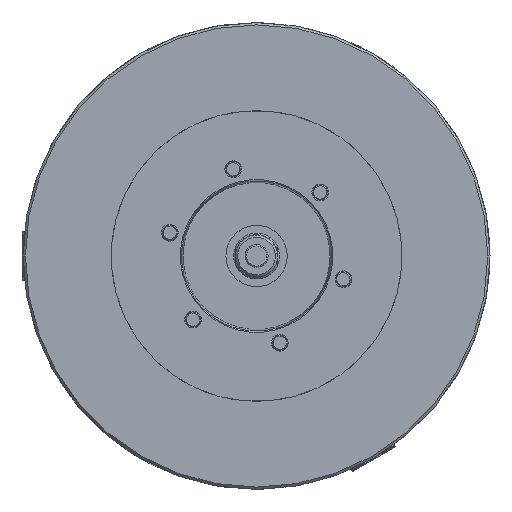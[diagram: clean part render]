
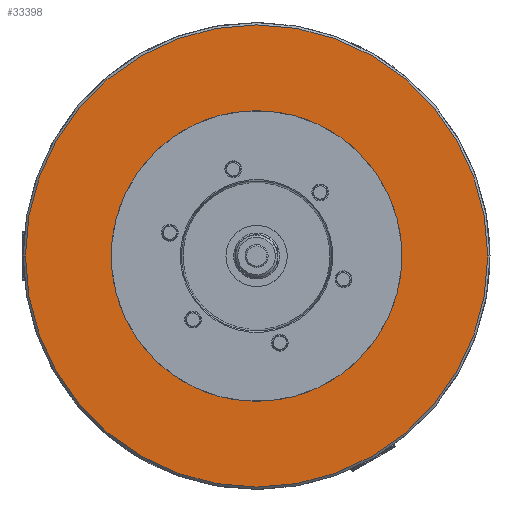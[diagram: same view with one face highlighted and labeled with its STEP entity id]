
A CAD part, left-side view. The second image highlights one B-rep face of the part: STEP entity #33398.
In plain terms, the highlighted planar face has unit normal (-1, 0, 0).
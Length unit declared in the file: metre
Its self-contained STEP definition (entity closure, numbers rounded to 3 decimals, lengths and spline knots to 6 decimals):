
#2479 = CARTESIAN_POINT ( 'NONE',  ( -0.127, 0., 0. ) ) ;
#4161 = CARTESIAN_POINT ( 'NONE',  ( -0.127, 0., 0. ) ) ;
#5175 = CARTESIAN_POINT ( 'NONE',  ( -0.127, 0.302, 0. ) ) ;
#7122 = FACE_BOUND ( 'NONE', #9602, .T. ) ;
#7897 = CIRCLE ( 'NONE', #29873, 0.302 ) ;
#9491 = CARTESIAN_POINT ( 'NONE',  ( -0.127, 0., 0. ) ) ;
#9602 = EDGE_LOOP ( 'NONE', ( #49855, #45709 ) ) ;
#12675 = DIRECTION ( 'NONE',  ( 0., 1., 0. ) ) ;
#15903 = CARTESIAN_POINT ( 'NONE',  ( -0.127, 0.19, 0. ) ) ;
#18655 = VERTEX_POINT ( 'NONE', #29207 ) ;
#19562 = DIRECTION ( 'NONE',  ( 0., -1., 0. ) ) ;
#19778 = EDGE_CURVE ( 'NONE', #18655, #21820, #39374, .T. ) ;
#19904 = CARTESIAN_POINT ( 'NONE',  ( -0.127, 0.19, 0. ) ) ;
#19944 = PLANE ( 'NONE',  #45834 ) ;
#21189 = DIRECTION ( 'NONE',  ( 1., 0., 0. ) ) ;
#21820 = VERTEX_POINT ( 'NONE', #19904 ) ;
#21925 = DIRECTION ( 'NONE',  ( 0., 1., 0. ) ) ;
#22607 = VERTEX_POINT ( 'NONE', #5175 ) ;
#26487 = DIRECTION ( 'NONE',  ( 1., 0., 0. ) ) ;
#27034 = AXIS2_PLACEMENT_3D ( 'NONE', #2479, #27947, #28138 ) ;
#27947 = DIRECTION ( 'NONE',  ( 1., 0., 0. ) ) ;
#28138 = DIRECTION ( 'NONE',  ( 0., 1., 0. ) ) ;
#28688 = EDGE_CURVE ( 'NONE', #21820, #18655, #47060, .T. ) ;
#29207 = CARTESIAN_POINT ( 'NONE',  ( -0.127, -0.19, 0. ) ) ;
#29873 = AXIS2_PLACEMENT_3D ( 'NONE', #9491, #26487, #21925 ) ;
#30051 = CIRCLE ( 'NONE', #36435, 0.302 ) ;
#30550 = EDGE_LOOP ( 'NONE', ( #49963, #35480 ) ) ;
#30641 = CARTESIAN_POINT ( 'NONE',  ( -0.127, -0.302, 0. ) ) ;
#30866 = VERTEX_POINT ( 'NONE', #30641 ) ;
#31889 = FACE_OUTER_BOUND ( 'NONE', #30550, .T. ) ;
#33398 = ADVANCED_FACE ( 'NONE', ( #7122, #31889 ), #19944, .T. ) ;
#33863 = DIRECTION ( 'NONE',  ( 0., 1., 0. ) ) ;
#35480 = ORIENTED_EDGE ( 'NONE', *, *, #42395, .F. ) ;
#36435 = AXIS2_PLACEMENT_3D ( 'NONE', #4161, #45334, #12675 ) ;
#39374 = CIRCLE ( 'NONE', #53696, 0.19 ) ;
#42395 = EDGE_CURVE ( 'NONE', #30866, #22607, #7897, .T. ) ;
#45092 = DIRECTION ( 'NONE',  ( -1., 0., 0. ) ) ;
#45334 = DIRECTION ( 'NONE',  ( 1., 0., 0. ) ) ;
#45709 = ORIENTED_EDGE ( 'NONE', *, *, #19778, .T. ) ;
#45834 = AXIS2_PLACEMENT_3D ( 'NONE', #15903, #45092, #19562 ) ;
#47060 = CIRCLE ( 'NONE', #27034, 0.19 ) ;
#49855 = ORIENTED_EDGE ( 'NONE', *, *, #28688, .T. ) ;
#49951 = CARTESIAN_POINT ( 'NONE',  ( -0.127, 0., 0. ) ) ;
#49963 = ORIENTED_EDGE ( 'NONE', *, *, #51868, .F. ) ;
#51868 = EDGE_CURVE ( 'NONE', #22607, #30866, #30051, .T. ) ;
#53696 = AXIS2_PLACEMENT_3D ( 'NONE', #49951, #21189, #33863 ) ;
